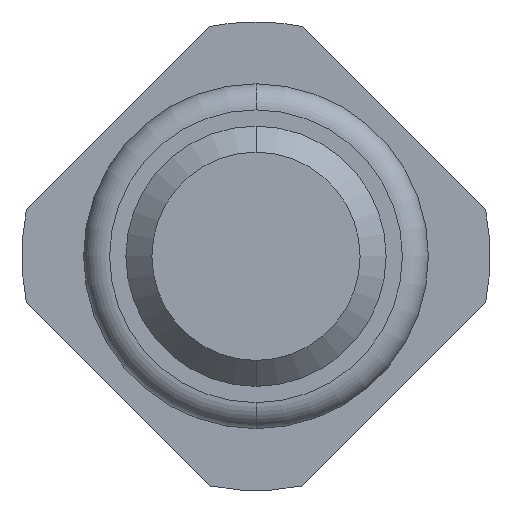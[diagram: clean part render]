
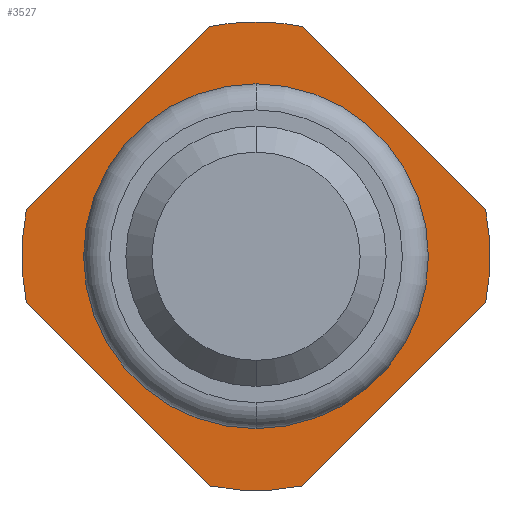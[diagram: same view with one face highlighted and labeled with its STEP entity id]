
A CAD part, front view. The second image highlights one B-rep face of the part: STEP entity #3527.
In plain terms, the highlighted planar face has unit normal (0, -1, 0).
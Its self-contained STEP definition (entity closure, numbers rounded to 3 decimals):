
#52 = DIRECTION ( 'NONE',  ( -0.707, 0., -0.707 ) ) ;
#55 = VERTEX_POINT ( 'NONE', #433 ) ;
#68 = VERTEX_POINT ( 'NONE', #4002 ) ;
#83 = DIRECTION ( 'NONE',  ( 0., 1., 0. ) ) ;
#122 = CARTESIAN_POINT ( 'NONE',  ( 0.357, -2., -1.764 ) ) ;
#157 = EDGE_CURVE ( 'Defeature ausgef�hrt3_16+Defeature ausgef�hrt3_0+Defeature ausgef�hrt3_4+Defeature ausgef�hrt3_3', #994, #55, #3151, .T. ) ;
#197 = FACE_BOUND ( 'NONE', #1482, .T. ) ;
#220 = AXIS2_PLACEMENT_3D ( 'NONE', #1979, #3875, #1690 ) ;
#421 = DIRECTION ( 'NONE',  ( 0., 1., 0. ) ) ;
#433 = CARTESIAN_POINT ( 'NONE',  ( -1.764, -2., -0.357 ) ) ;
#524 = CARTESIAN_POINT ( 'NONE',  ( 0., -2., 1.325 ) ) ;
#549 = VERTEX_POINT ( 'NONE', #956 ) ;
#555 = AXIS2_PLACEMENT_3D ( 'NONE', #896, #2187, #3486 ) ;
#561 = DIRECTION ( 'NONE',  ( 0.707, 0., 0.707 ) ) ;
#597 = CARTESIAN_POINT ( 'NONE',  ( 0., -2., 0. ) ) ;
#611 = VERTEX_POINT ( 'NONE', #999 ) ;
#634 = PLANE ( 'NONE',  #1985 ) ;
#719 = ORIENTED_EDGE ( 'NONE', *, *, #157, .F. ) ;
#770 = AXIS2_PLACEMENT_3D ( 'NONE', #1808, #2268, #3444 ) ;
#773 = EDGE_CURVE ( 'Defeature ausgef�hrt3_1+Defeature ausgef�hrt3_0+Defeature ausgef�hrt3_18+Defeature ausgef�hrt3_15', #549, #611, #2861, .T. ) ;
#827 = EDGE_CURVE ( 'Defeature ausgef�hrt3_17+Defeature ausgef�hrt3_0+Defeature ausgef�hrt3_3+Defeature ausgef�hrt3_2', #68, #3846, #3176, .T. ) ;
#896 = CARTESIAN_POINT ( 'NONE',  ( 0., -2., 0. ) ) ;
#900 = DIRECTION ( 'NONE',  ( 0., 0., 1. ) ) ;
#956 = CARTESIAN_POINT ( 'NONE',  ( 1.764, -2., 0.357 ) ) ;
#961 = CARTESIAN_POINT ( 'NONE',  ( 1.961, -2., -0.161 ) ) ;
#970 = CARTESIAN_POINT ( 'NONE',  ( -0.357, -2., 1.764 ) ) ;
#994 = VERTEX_POINT ( 'NONE', #3642 ) ;
#999 = CARTESIAN_POINT ( 'NONE',  ( 1.764, -2., -0.357 ) ) ;
#1026 = EDGE_CURVE ( 'Defeature ausgef�hrt3_4+Defeature ausgef�hrt3_0+Defeature ausgef�hrt3_15+Defeature ausgef�hrt3_16', #2037, #994, #2049, .T. ) ;
#1138 = EDGE_CURVE ( 'Defeature ausgef�hrt3_15+Defeature ausgef�hrt3_0+Defeature ausgef�hrt3_1+Defeature ausgef�hrt3_4', #611, #2037, #1302, .T. ) ;
#1165 = DIRECTION ( 'NONE',  ( 0.707, 0., -0.707 ) ) ;
#1181 = CARTESIAN_POINT ( 'NONE',  ( -0.161, -2., 1.961 ) ) ;
#1234 = VECTOR ( 'NONE', #561, 1000. ) ;
#1250 = CARTESIAN_POINT ( 'NONE',  ( 1.8, -2., 0. ) ) ;
#1272 = DIRECTION ( 'NONE',  ( 0., 1., 0. ) ) ;
#1302 = LINE ( 'NONE', #961, #4085 ) ;
#1314 = CIRCLE ( 'NONE', #4090, 1.8 ) ;
#1336 = CARTESIAN_POINT ( 'NONE',  ( 0., -2., 0. ) ) ;
#1341 = ORIENTED_EDGE ( 'NONE', *, *, #1026, .F. ) ;
#1447 = AXIS2_PLACEMENT_3D ( 'NONE', #2796, #3034, #2394 ) ;
#1476 = EDGE_CURVE ( 'Defeature ausgef�hrt3_2+Defeature ausgef�hrt3_0+Defeature ausgef�hrt3_17+Defeature ausgef�hrt3_18', #3846, #2005, #2250, .T. ) ;
#1482 = EDGE_LOOP ( 'NONE', ( #3565, #4055 ) ) ;
#1583 = AXIS2_PLACEMENT_3D ( 'NONE', #1336, #83, #1696 ) ;
#1593 = ORIENTED_EDGE ( 'NONE', *, *, #1476, .F. ) ;
#1690 = DIRECTION ( 'NONE',  ( 0., 0., 1. ) ) ;
#1696 = DIRECTION ( 'NONE',  ( 0., 0., 1. ) ) ;
#1808 = CARTESIAN_POINT ( 'NONE',  ( 0., -2., 0. ) ) ;
#1936 = EDGE_CURVE ( 'Defeature ausgef�hrt3_2+Defeature ausgef�hrt3_0+Defeature ausgef�hrt3_17+Defeature ausgef�hrt3_18', #2005, #3540, #3818, .T. ) ;
#1979 = CARTESIAN_POINT ( 'NONE',  ( 0., -2., 0. ) ) ;
#1983 = AXIS2_PLACEMENT_3D ( 'NONE', #597, #2848, #900 ) ;
#1985 = AXIS2_PLACEMENT_3D ( 'NONE', #1250, #1272, #2888 ) ;
#2005 = VERTEX_POINT ( 'NONE', #3770 ) ;
#2037 = VERTEX_POINT ( 'NONE', #122 ) ;
#2049 = CIRCLE ( 'NONE', #220, 1.8 ) ;
#2054 = VECTOR ( 'NONE', #1165, 1000. ) ;
#2134 = ORIENTED_EDGE ( 'NONE', *, *, #1936, .F. ) ;
#2187 = DIRECTION ( 'NONE',  ( 0., 1., 0. ) ) ;
#2202 = ORIENTED_EDGE ( 'NONE', *, *, #2611, .F. ) ;
#2250 = CIRCLE ( 'NONE', #1583, 1.8 ) ;
#2256 = CIRCLE ( 'NONE', #1447, 1.325 ) ;
#2268 = DIRECTION ( 'NONE',  ( 0., 1., 0. ) ) ;
#2355 = EDGE_CURVE ( 'Defeature ausgef�hrt3_18+Defeature ausgef�hrt3_0+Defeature ausgef�hrt3_2+Defeature ausgef�hrt3_1', #3540, #549, #2738, .T. ) ;
#2394 = DIRECTION ( 'NONE',  ( 0., 0., 1. ) ) ;
#2419 = ORIENTED_EDGE ( 'NONE', *, *, #827, .F. ) ;
#2489 = CARTESIAN_POINT ( 'NONE',  ( -0.161, -2., -1.961 ) ) ;
#2495 = ORIENTED_EDGE ( 'NONE', *, *, #2355, .F. ) ;
#2543 = FACE_OUTER_BOUND ( 'NONE', #2954, .T. ) ;
#2611 = EDGE_CURVE ( 'Defeature ausgef�hrt3_3+Defeature ausgef�hrt3_0+Defeature ausgef�hrt3_16+Defeature ausgef�hrt3_17', #55, #68, #1314, .T. ) ;
#2738 = LINE ( 'NONE', #4014, #2054 ) ;
#2796 = CARTESIAN_POINT ( 'NONE',  ( 0., -2., 0. ) ) ;
#2848 = DIRECTION ( 'NONE',  ( 0., 1., 0. ) ) ;
#2861 = CIRCLE ( 'NONE', #555, 1.8 ) ;
#2888 = DIRECTION ( 'NONE',  ( 0., 0., 1. ) ) ;
#2951 = DIRECTION ( 'NONE',  ( 0., 0., 1. ) ) ;
#2954 = EDGE_LOOP ( 'NONE', ( #2495, #2134, #1593, #2419, #2202, #719, #1341, #3546, #4046 ) ) ;
#3034 = DIRECTION ( 'NONE',  ( 0., 1., 0. ) ) ;
#3078 = CIRCLE ( 'NONE', #770, 1.325 ) ;
#3151 = LINE ( 'NONE', #2489, #4088 ) ;
#3176 = LINE ( 'NONE', #1181, #1234 ) ;
#3191 = CARTESIAN_POINT ( 'NONE',  ( 0., -2., -1.325 ) ) ;
#3251 = CARTESIAN_POINT ( 'NONE',  ( 0.357, -2., 1.764 ) ) ;
#3252 = VERTEX_POINT ( 'NONE', #3191 ) ;
#3287 = CARTESIAN_POINT ( 'NONE',  ( 0., -2., 0. ) ) ;
#3426 = DIRECTION ( 'NONE',  ( -0.707, 0., 0.707 ) ) ;
#3444 = DIRECTION ( 'NONE',  ( 0., 0., 1. ) ) ;
#3486 = DIRECTION ( 'NONE',  ( 0., 0., 1. ) ) ;
#3520 = EDGE_CURVE ( 'Defeature ausgef�hrt3_0+Defeature ausgef�hrt3_12+Defeature ausgef�hrt3_12+Defeature ausgef�hrt3_12', #3252, #3720, #3078, .T. ) ;
#3527 = ADVANCED_FACE ( 'Defeature ausgef�hrt3_0', ( #197, #2543 ), #634, .F. ) ;
#3540 = VERTEX_POINT ( 'NONE', #3251 ) ;
#3546 = ORIENTED_EDGE ( 'NONE', *, *, #1138, .F. ) ;
#3565 = ORIENTED_EDGE ( 'NONE', *, *, #3761, .T. ) ;
#3642 = CARTESIAN_POINT ( 'NONE',  ( -0.357, -2., -1.764 ) ) ;
#3720 = VERTEX_POINT ( 'NONE', #524 ) ;
#3761 = EDGE_CURVE ( 'Defeature ausgef�hrt3_0+Defeature ausgef�hrt3_12+Defeature ausgef�hrt3_12+Defeature ausgef�hrt3_12', #3720, #3252, #2256, .T. ) ;
#3770 = CARTESIAN_POINT ( 'NONE',  ( 0., -2., 1.8 ) ) ;
#3818 = CIRCLE ( 'NONE', #1983, 1.8 ) ;
#3846 = VERTEX_POINT ( 'NONE', #970 ) ;
#3875 = DIRECTION ( 'NONE',  ( 0., 1., 0. ) ) ;
#4002 = CARTESIAN_POINT ( 'NONE',  ( -1.764, -2., 0.357 ) ) ;
#4014 = CARTESIAN_POINT ( 'NONE',  ( 1.961, -2., 0.161 ) ) ;
#4046 = ORIENTED_EDGE ( 'NONE', *, *, #773, .F. ) ;
#4055 = ORIENTED_EDGE ( 'NONE', *, *, #3520, .T. ) ;
#4085 = VECTOR ( 'NONE', #52, 1000. ) ;
#4088 = VECTOR ( 'NONE', #3426, 1000. ) ;
#4090 = AXIS2_PLACEMENT_3D ( 'NONE', #3287, #421, #2951 ) ;
